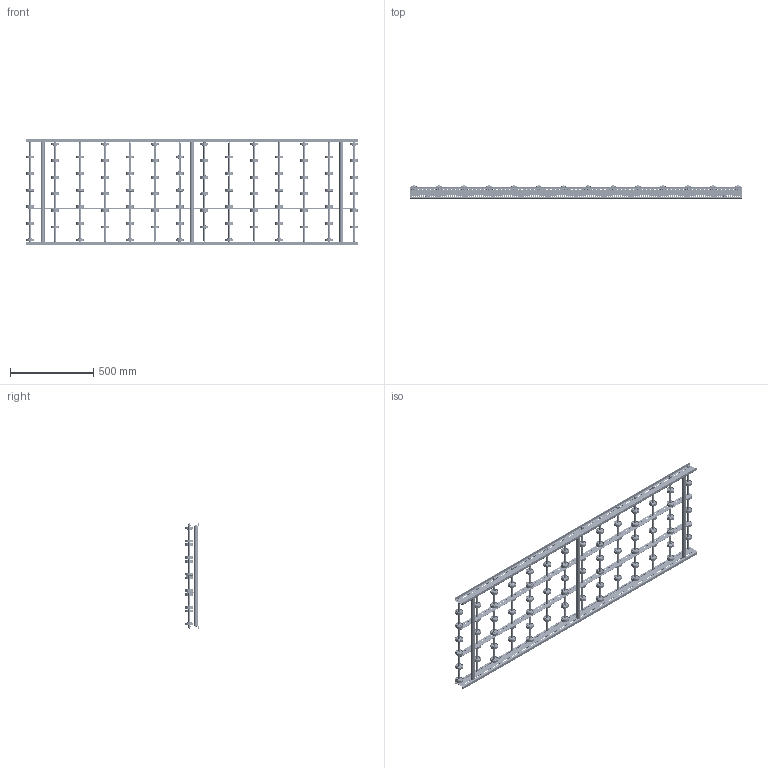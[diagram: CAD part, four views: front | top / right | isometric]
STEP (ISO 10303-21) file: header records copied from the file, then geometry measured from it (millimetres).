
FILE_DESCRIPTION (( 'STEP AP214' ), '1' );
FILE_NAME ('0052384.step', '2021-10-26T13:16:28', ( '' ), ( '' ), 'SwSTEP 2.0', 'SolidWorks 2020', '' );
FILE_SCHEMA (( 'AUTOMOTIVE_DESIGN' ));
Length unit declared in the file: millimetre
Products named in the file (10): S100994_Sperrzahnschraube_M08x16-8.8-A2K; 0046278_KB-ROHR-12X1,75mm_KFG_L75; 0011532_2300-48-8; S106837_Gewindestange-M8-KFG_L620; Hutmutter_DIN_1587_M8; S100100_Längstraverse-42x2,5_S100103_L„ngstraverse-RB-L2000; Röllchenachse-für-Konfiguration_EL600; 0052384; Profil_LRB-20x70x20x2_KFG_S100202_U-PROFIL-20-70-20-2-LRB-L=2000; Traversen_KFG_L600
Assembly tree (68 placements, depth 3):
  0052384
    Profil_LRB-20x70x20x2_KFG_S100202_U-PROFIL-20-70-20-2-LRB-L=2000  x2
    S100994_Sperrzahnschraube_M08x16-8.8-A2K  x6
    Traversen_KFG_L600  x3
    Röllchenachse-für-Konfiguration_EL600  x14
      S106837_Gewindestange-M8-KFG_L620
      0011532_2300-48-8
      0046278_KB-ROHR-12X1,75mm_KFG_L75
    S100100_Längstraverse-42x2,5_S100103_L„ngstraverse-RB-L2000  x2
    Hutmutter_DIN_1587_M8  x28
Bounding box: 2000 x 79 x 640 mm (x, y, z)
Volume: 3765373.8 mm3; surface area: 2916992.8 mm2
Topology: 229 solids, 229 shells, 9198 faces, 20244 edges, 12228 vertices
Faces by surface type: cylinder 3660, torus 2712, plane 1518, cone 1280, bspline 28
Entity records: 36492 total; most frequent: DIRECTION 6723, CARTESIAN_POINT 6174, ORIENTED_EDGE 5652, AXIS2_PLACEMENT_3D 2899, EDGE_CURVE 2826, VERTEX_POINT 1854, EDGE_LOOP 1824, CIRCLE 1821
